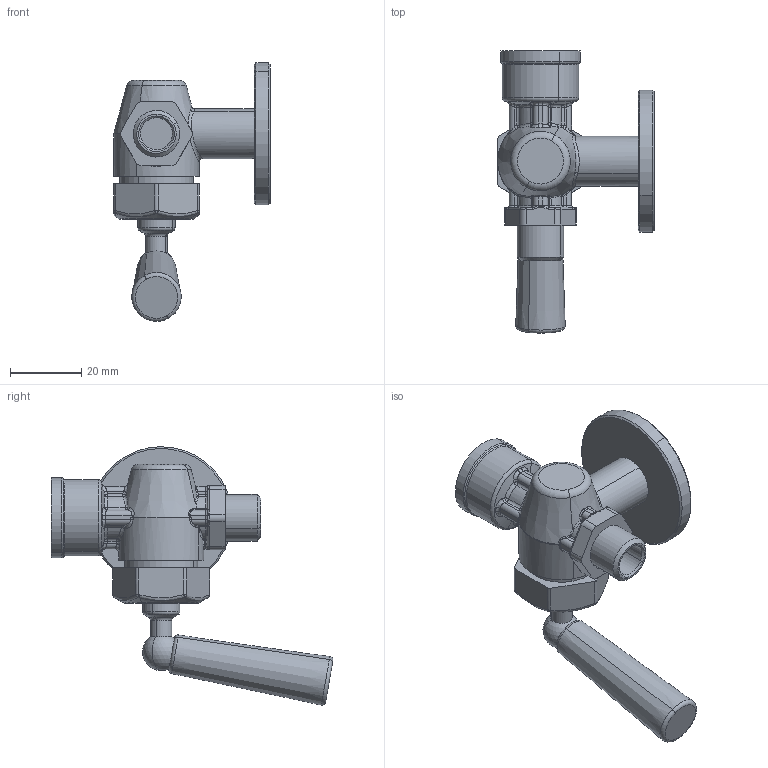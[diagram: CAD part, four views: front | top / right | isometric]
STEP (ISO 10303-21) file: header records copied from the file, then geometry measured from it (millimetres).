
FILE_DESCRIPTION(('CATIA V5 STEP Exchange','CAx-IF Rec.Pracs.--- Model Styling and Organization---1.4--- 2014-01-23','CAx-IF Rec.Pracs.---3D Tessellated Data Validation Properties---0.5---2014-09-14'),'2;1');
FILE_NAME('STEP_690200_-_TST.stp','2021-07-30T12:40:19+00:00',('none'),('none'),'CATIA Version 5-6 Release 2019 SP3','CATIA V5 STEP AP242 v1','none');
FILE_SCHEMA(('AP242_MANAGED_MODEL_BASED_3D_ENGINEERING_MIM_LF {1 0 10303 442 1 1 4}'));
Length unit declared in the file: millimetre
Products named in the file (1): 690200 - TST
Bounding box: 44 x 79.32 x 72.78 mm (x, y, z)
Volume: 37555.7 mm3; surface area: 13258.4 mm2
Topology: 1 solids, 1 shells, 397 faces, 897 edges, 479 vertices
Faces by surface type: cylinder 112, bspline 109, plane 61, torus 41, sphere 40, cone 34
Entity records: 18671 total; most frequent: CARTESIAN_POINT 11502, ORIENTED_EDGE 1720, DIRECTION 940, EDGE_CURVE 860, AXIS2_PLACEMENT_3D 506, VERTEX_POINT 479, EDGE_LOOP 411, ADVANCED_FACE 397
